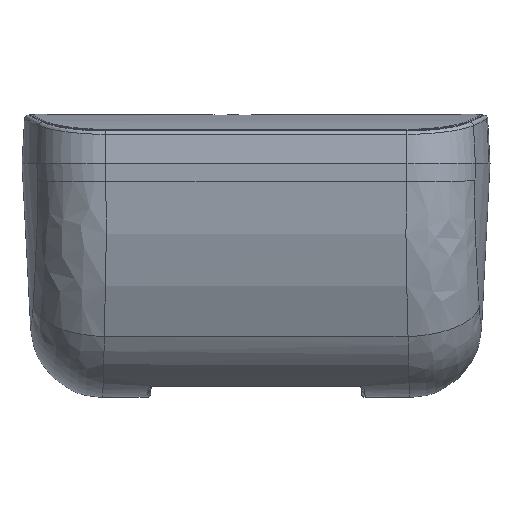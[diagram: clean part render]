
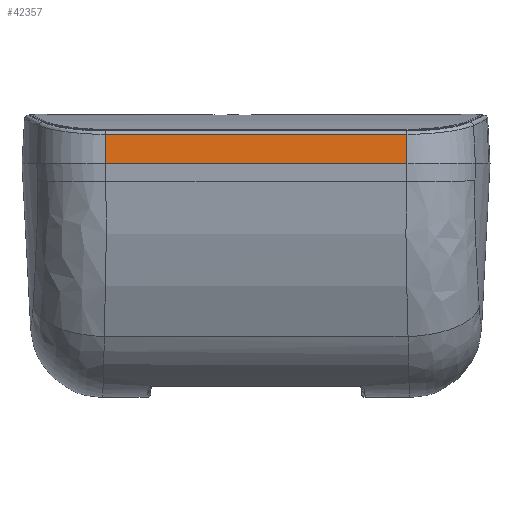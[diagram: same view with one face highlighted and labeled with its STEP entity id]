
A CAD part, left-side view. The second image highlights one B-rep face of the part: STEP entity #42357.
In plain terms, the highlighted planar face has unit normal (-0.999, 0, 0.052).
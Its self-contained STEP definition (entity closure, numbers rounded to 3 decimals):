
#2242 = LINE ( 'NONE', #57025, #58025 ) ;
#7075 = LINE ( 'NONE', #26724, #24242 ) ;
#10109 = EDGE_CURVE ( 'NONE', #30155, #53737, #21348, .T. ) ;
#11430 = VECTOR ( 'NONE', #24769, 1000. ) ;
#14440 = ORIENTED_EDGE ( 'NONE', *, *, #23496, .T. ) ;
#14766 = DIRECTION ( 'NONE',  ( -0.999, 0., 0.052 ) ) ;
#15079 = CARTESIAN_POINT ( 'NONE',  ( -120., 233.497, 277. ) ) ;
#15395 = LINE ( 'NONE', #29614, #11430 ) ;
#15396 = DIRECTION ( 'NONE',  ( 0.052, 0., 0.999 ) ) ;
#17578 = CARTESIAN_POINT ( 'NONE',  ( -120., -74.709, 277. ) ) ;
#18712 = CARTESIAN_POINT ( 'NONE',  ( -118.729, 176.529, 301.25 ) ) ;
#19932 = PLANE ( 'NONE',  #33670 ) ;
#20715 = VERTEX_POINT ( 'NONE', #17578 ) ;
#21083 = ORIENTED_EDGE ( 'NONE', *, *, #10109, .T. ) ;
#21261 = DIRECTION ( 'NONE',  ( 0.052, 0., 0.999 ) ) ;
#21348 = LINE ( 'NONE', #22296, #56274 ) ;
#21585 = DIRECTION ( 'NONE',  ( 0., 1., 0. ) ) ;
#21605 = ORIENTED_EDGE ( 'NONE', *, *, #37600, .T. ) ;
#22296 = CARTESIAN_POINT ( 'NONE',  ( -120., 176.529, 277. ) ) ;
#23175 = ORIENTED_EDGE ( 'NONE', *, *, #56003, .T. ) ;
#23496 = EDGE_CURVE ( 'NONE', #57429, #30155, #2242, .T. ) ;
#24242 = VECTOR ( 'NONE', #21261, 1000. ) ;
#24769 = DIRECTION ( 'NONE',  ( 0., -1., 0. ) ) ;
#26724 = CARTESIAN_POINT ( 'NONE',  ( -120., -74.709, 277. ) ) ;
#29614 = CARTESIAN_POINT ( 'NONE',  ( -120., -144.09, 277. ) ) ;
#30155 = VERTEX_POINT ( 'NONE', #18712 ) ;
#33670 = AXIS2_PLACEMENT_3D ( 'NONE', #15079, #14766, #15396 ) ;
#36973 = EDGE_LOOP ( 'NONE', ( #21083, #23175, #21605, #14440 ) ) ;
#37600 = EDGE_CURVE ( 'NONE', #20715, #57429, #7075, .T. ) ;
#38092 = CARTESIAN_POINT ( 'NONE',  ( -118.729, -74.709, 301.25 ) ) ;
#42357 = ADVANCED_FACE ( 'NONE', ( #63830 ), #19932, .T. ) ;
#42954 = CARTESIAN_POINT ( 'NONE',  ( -120., 176.529, 277. ) ) ;
#51646 = DIRECTION ( 'NONE',  ( -0.052, 0., -0.999 ) ) ;
#53737 = VERTEX_POINT ( 'NONE', #42954 ) ;
#56003 = EDGE_CURVE ( 'NONE', #53737, #20715, #15395, .T. ) ;
#56274 = VECTOR ( 'NONE', #51646, 1000. ) ;
#57025 = CARTESIAN_POINT ( 'NONE',  ( -118.729, 233.497, 301.25 ) ) ;
#57429 = VERTEX_POINT ( 'NONE', #38092 ) ;
#58025 = VECTOR ( 'NONE', #21585, 1000. ) ;
#63830 = FACE_OUTER_BOUND ( 'NONE', #36973, .T. ) ;
